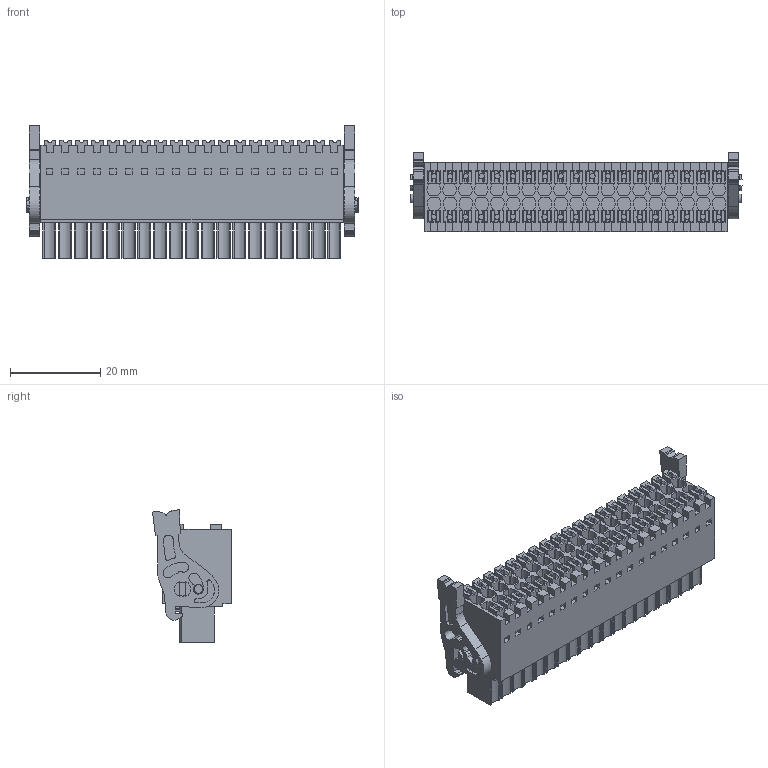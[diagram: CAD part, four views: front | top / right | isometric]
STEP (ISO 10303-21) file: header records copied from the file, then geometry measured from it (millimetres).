
FILE_DESCRIPTION(('CATIA V5 STEP Exchange','CAx-IF Rec.Pracs.--- Model Styling and Organization---1.4--- 2014-01-23'),'2;1');
FILE_NAME ('D1486945_1_2558670000_2558670000.stp','2022-08-03T09:38:55+00:00',('none'),('Weidmueller'),'CATIA Version 5-6 Release 2016 SP3 HF44','CATIA V5 STEP AP214','none');
FILE_SCHEMA(('AUTOMOTIVE_DESIGN { 1 0 10303 214 1 1 1 1 }'));
Products named in the file (1): 2558670000
Bounding box: 73.4 x 17.45 x 29.28 mm (x, y, z)
Volume: 19839.8 mm3; surface area: 14810.7 mm2
Topology: 41 solids, 41 shells, 2142 faces, 5973 edges, 3982 vertices
Faces by surface type: plane 1842, cylinder 256, extrusion 44
Entity records: 64565 total; most frequent: CARTESIAN_POINT 13900, ORIENTED_EDGE 11946, DIRECTION 7904, EDGE_CURVE 5973, VECTOR 5029, LINE 4985, VERTEX_POINT 3982, EDGE_LOOP 2299
